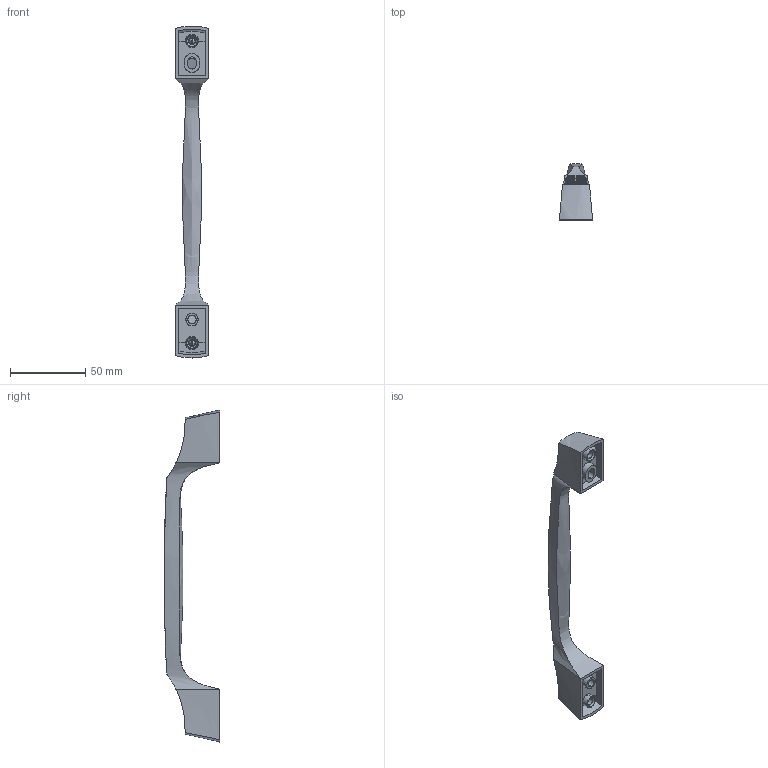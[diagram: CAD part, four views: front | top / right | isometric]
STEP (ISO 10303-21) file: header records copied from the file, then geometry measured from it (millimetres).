
FILE_DESCRIPTION (( 'STEP AP203' ), '1' );
FILE_NAME ('A-41-G-20_.STEP', '2007-04-03T00:28:10', ( ' ' ), ( ' ' ), 'SwSTEP 2.0', 'SolidWorks 2006004', '' );
FILE_SCHEMA (( 'CONFIG_CONTROL_DESIGN' ));
Length unit declared in the file: millimetre
Products named in the file (3): A-41-G-20_; A-41-G-20杮懱_岞_棉太倌; A-41-G樹脂キャップ_公_ﾃﾞﾌｫﾙﾄ
Assembly tree (3 placements, depth 2):
  A-41-G-20_
    A-41-G樹脂キャップ_公_ﾃﾞﾌｫﾙﾄ  x2
    A-41-G-20杮懱_岞_棉太倌
Bounding box: 22 x 37 x 220 mm (x, y, z)
Volume: 38384.5 mm3; surface area: 20406 mm2
Topology: 3 solids, 3 shells, 264 faces, 716 edges, 472 vertices
Faces by surface type: plane 154, cylinder 63, bspline 24, cone 23
Entity records: 13616 total; most frequent: CARTESIAN_POINT 8947, ORIENTED_EDGE 958, DIRECTION 811, EDGE_CURVE 479, VERTEX_POINT 315, VECTOR 281, LINE 281, AXIS2_PLACEMENT_3D 265
